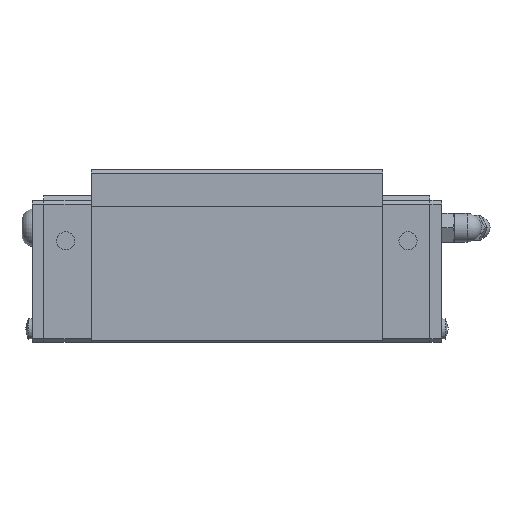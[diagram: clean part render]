
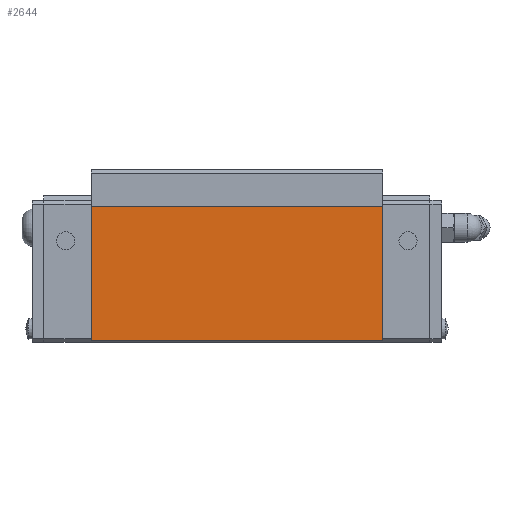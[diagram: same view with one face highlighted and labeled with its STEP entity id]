
A CAD part, left-side view. The second image highlights one B-rep face of the part: STEP entity #2644.
In plain terms, the highlighted planar face has unit normal (-1, 0, 0).
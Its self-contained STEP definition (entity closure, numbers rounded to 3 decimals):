
#2644=ADVANCED_FACE('',(#4804),#4806,.T.);
#4804=FACE_BOUND('',#4805,.T.);
#4805=EDGE_LOOP('',(#6533,#6534,#6535,#6536));
#4806=PLANE('',#4807);
#4807=AXIS2_PLACEMENT_3D('',#4808,#4809,#4810);
#4808=CARTESIAN_POINT('',(-34.49,56.201,17.3));
#4809=DIRECTION('',(-1.,0.,0.));
#4810=DIRECTION('',(0.,0.,1.));
#6533=ORIENTED_EDGE('',*,*,#7453,.F.);
#6534=ORIENTED_EDGE('',*,*,#7482,.F.);
#6535=ORIENTED_EDGE('',*,*,#7438,.F.);
#6536=ORIENTED_EDGE('',*,*,#7481,.T.);
#7438=EDGE_CURVE('',#8754,#8756,#8757,.T.);
#7453=EDGE_CURVE('',#8777,#8779,#8780,.T.);
#7481=EDGE_CURVE('',#8754,#8779,#8822,.T.);
#7482=EDGE_CURVE('',#8756,#8777,#8823,.T.);
#8754=VERTEX_POINT('',#13967);
#8756=VERTEX_POINT('',#13971);
#8757=LINE('',#13972,#13973);
#8777=VERTEX_POINT('',#14020);
#8779=VERTEX_POINT('',#14024);
#8780=LINE('',#14025,#14026);
#8822=LINE('',#14123,#14124);
#8823=LINE('',#14126,#14127);
#13967=CARTESIAN_POINT('',(-34.49,16.201,44.8));
#13971=CARTESIAN_POINT('',(-34.49,16.201,7.99));
#13972=CARTESIAN_POINT('',(-34.49,16.201,44.8));
#13973=VECTOR('',#13974,1.);
#13974=DIRECTION('',(0.,0.,-1.));
#14020=CARTESIAN_POINT('',(-34.49,96.201,7.99));
#14024=CARTESIAN_POINT('',(-34.49,96.201,44.8));
#14025=CARTESIAN_POINT('',(-34.49,96.201,7.99));
#14026=VECTOR('',#14027,1.);
#14027=DIRECTION('',(0.,0.,1.));
#14123=CARTESIAN_POINT('',(-34.49,16.201,44.8));
#14124=VECTOR('',#14125,1.);
#14125=DIRECTION('',(0.,1.,0.));
#14126=CARTESIAN_POINT('',(-34.49,16.201,7.99));
#14127=VECTOR('',#14128,1.);
#14128=DIRECTION('',(0.,1.,0.));
